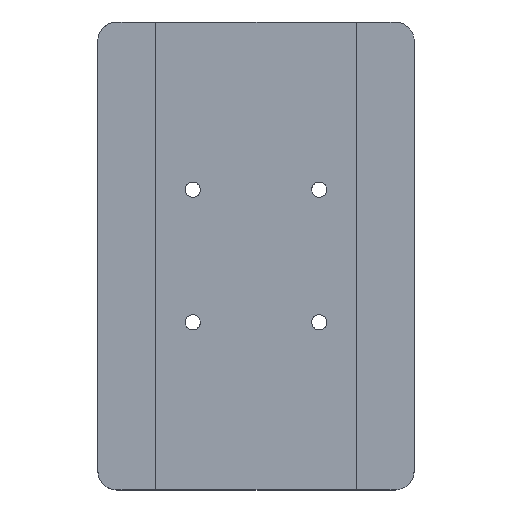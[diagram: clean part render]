
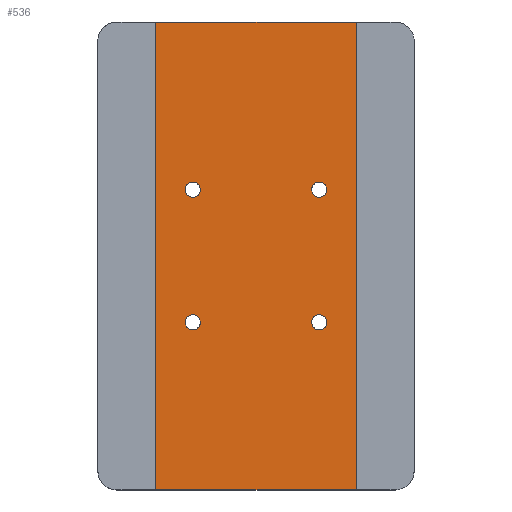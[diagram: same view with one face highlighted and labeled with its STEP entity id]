
A CAD part, top view. The second image highlights one B-rep face of the part: STEP entity #536.
In plain terms, the highlighted free-form (B-spline) face has degree [1, 1] with [2, 2] control points.
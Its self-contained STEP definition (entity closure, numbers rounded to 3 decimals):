
#24 = VERTEX_POINT('',#25);
#25 = CARTESIAN_POINT('',(-49.815,59.438,
    28.304));
#30 = EDGE_CURVE('',#31,#24,#33,.T.);
#31 = VERTEX_POINT('',#32);
#32 = CARTESIAN_POINT('',(-63.4,59.438,
    28.304));
#33 = ( BOUNDED_CURVE() B_SPLINE_CURVE(2,(#34,#35,#36,#37,#38),
.UNSPECIFIED.,.F.,.F.) B_SPLINE_CURVE_WITH_KNOTS((3,2,3),(3.142,
4.712,6.283),.PIECEWISE_BEZIER_KNOTS.) CURVE() 
GEOMETRIC_REPRESENTATION_ITEM() RATIONAL_B_SPLINE_CURVE((1.,
0.707,1.,0.707,1.)) REPRESENTATION_ITEM('') );
#34 = CARTESIAN_POINT('',(-63.4,59.438,
    28.304));
#35 = CARTESIAN_POINT('',(-63.4,52.645,
    28.304));
#36 = CARTESIAN_POINT('',(-56.607,52.645,
    28.304));
#37 = CARTESIAN_POINT('',(-49.815,52.645,
    28.304));
#38 = CARTESIAN_POINT('',(-49.815,59.438,
    28.304));
#72 = VERTEX_POINT('',#73);
#73 = CARTESIAN_POINT('',(63.4,59.438,28.304
    ));
#78 = EDGE_CURVE('',#79,#72,#81,.T.);
#79 = VERTEX_POINT('',#80);
#80 = CARTESIAN_POINT('',(49.815,59.438,
    28.304));
#81 = ( BOUNDED_CURVE() B_SPLINE_CURVE(2,(#82,#83,#84,#85,#86),
.UNSPECIFIED.,.F.,.F.) B_SPLINE_CURVE_WITH_KNOTS((3,2,3),(3.142,
4.712,6.283),.PIECEWISE_BEZIER_KNOTS.) CURVE() 
GEOMETRIC_REPRESENTATION_ITEM() RATIONAL_B_SPLINE_CURVE((1.,
0.707,1.,0.707,1.)) REPRESENTATION_ITEM('') );
#82 = CARTESIAN_POINT('',(49.815,59.438,
    28.304));
#83 = CARTESIAN_POINT('',(49.815,52.645,
    28.304));
#84 = CARTESIAN_POINT('',(56.607,52.645,
    28.304));
#85 = CARTESIAN_POINT('',(63.4,52.645,28.304
    ));
#86 = CARTESIAN_POINT('',(63.4,59.438,28.304
    ));
#120 = VERTEX_POINT('',#121);
#121 = CARTESIAN_POINT('',(63.4,-59.438,
    28.304));
#126 = EDGE_CURVE('',#127,#120,#129,.T.);
#127 = VERTEX_POINT('',#128);
#128 = CARTESIAN_POINT('',(49.815,-59.438,
    28.304));
#129 = ( BOUNDED_CURVE() B_SPLINE_CURVE(2,(#130,#131,#132,#133,#134),
.UNSPECIFIED.,.F.,.F.) B_SPLINE_CURVE_WITH_KNOTS((3,2,3),(3.142,
4.712,6.283),.PIECEWISE_BEZIER_KNOTS.) CURVE() 
GEOMETRIC_REPRESENTATION_ITEM() RATIONAL_B_SPLINE_CURVE((1.,
0.707,1.,0.707,1.)) REPRESENTATION_ITEM('') );
#130 = CARTESIAN_POINT('',(49.815,-59.438,
    28.304));
#131 = CARTESIAN_POINT('',(49.815,-66.231,
    28.304));
#132 = CARTESIAN_POINT('',(56.607,-66.231,
    28.304));
#133 = CARTESIAN_POINT('',(63.4,-66.231,28.304
    ));
#134 = CARTESIAN_POINT('',(63.4,-59.438,
    28.304));
#168 = VERTEX_POINT('',#169);
#169 = CARTESIAN_POINT('',(-49.815,-59.438,
    28.304));
#174 = EDGE_CURVE('',#175,#168,#177,.T.);
#175 = VERTEX_POINT('',#176);
#176 = CARTESIAN_POINT('',(-63.4,-59.438,
    28.304));
#177 = ( BOUNDED_CURVE() B_SPLINE_CURVE(2,(#178,#179,#180,#181,#182),
.UNSPECIFIED.,.F.,.F.) B_SPLINE_CURVE_WITH_KNOTS((3,2,3),(3.142,
4.712,6.283),.PIECEWISE_BEZIER_KNOTS.) CURVE() 
GEOMETRIC_REPRESENTATION_ITEM() RATIONAL_B_SPLINE_CURVE((1.,
0.707,1.,0.707,1.)) REPRESENTATION_ITEM('') );
#178 = CARTESIAN_POINT('',(-63.4,-59.438,
    28.304));
#179 = CARTESIAN_POINT('',(-63.4,-66.231,
    28.304));
#180 = CARTESIAN_POINT('',(-56.607,-66.231,
    28.304));
#181 = CARTESIAN_POINT('',(-49.815,-66.231,
    28.304));
#182 = CARTESIAN_POINT('',(-49.815,-59.438,
    28.304));
#378 = EDGE_CURVE('',#379,#381,#383,.T.);
#379 = VERTEX_POINT('',#380);
#380 = CARTESIAN_POINT('',(89.666,209.448,
    28.304));
#381 = VERTEX_POINT('',#382);
#382 = CARTESIAN_POINT('',(-89.666,209.448,
    28.304));
#383 = B_SPLINE_CURVE_WITH_KNOTS('',1,(#384,#385),.UNSPECIFIED.,.F.,.F.,
  (2,2),(-204.2,-45.8),.PIECEWISE_BEZIER_KNOTS.);
#384 = CARTESIAN_POINT('',(89.666,209.448,
    28.304));
#385 = CARTESIAN_POINT('',(-89.666,209.448,
    28.304));
#498 = VERTEX_POINT('',#499);
#499 = CARTESIAN_POINT('',(89.666,-209.448,
    28.304));
#504 = EDGE_CURVE('',#505,#498,#507,.T.);
#505 = VERTEX_POINT('',#506);
#506 = CARTESIAN_POINT('',(-89.666,-209.448,
    28.304));
#507 = B_SPLINE_CURVE_WITH_KNOTS('',1,(#508,#509),.UNSPECIFIED.,.F.,.F.,
  (2,2),(45.8,204.2),.PIECEWISE_BEZIER_KNOTS.);
#508 = CARTESIAN_POINT('',(-89.666,-209.448,
    28.304));
#509 = CARTESIAN_POINT('',(89.666,-209.448,
    28.304));
#536 = ADVANCED_FACE('',(#537,#548,#559,#570,#581),#595,.F.);
#537 = FACE_BOUND('',#538,.T.);
#538 = EDGE_LOOP('',(#539,#547));
#539 = ORIENTED_EDGE('',*,*,#540,.F.);
#540 = EDGE_CURVE('',#24,#31,#541,.T.);
#541 = ( BOUNDED_CURVE() B_SPLINE_CURVE(2,(#542,#543,#544,#545,#546),
.UNSPECIFIED.,.F.,.F.) B_SPLINE_CURVE_WITH_KNOTS((3,2,3),(0.,
1.571,3.142),.PIECEWISE_BEZIER_KNOTS.) CURVE() 
GEOMETRIC_REPRESENTATION_ITEM() RATIONAL_B_SPLINE_CURVE((1.,
0.707,1.,0.707,1.)) REPRESENTATION_ITEM('') );
#542 = CARTESIAN_POINT('',(-49.815,59.438,
    28.304));
#543 = CARTESIAN_POINT('',(-49.815,66.231,
    28.304));
#544 = CARTESIAN_POINT('',(-56.607,66.231,
    28.304));
#545 = CARTESIAN_POINT('',(-63.4,66.231,
    28.304));
#546 = CARTESIAN_POINT('',(-63.4,59.438,
    28.304));
#547 = ORIENTED_EDGE('',*,*,#30,.F.);
#548 = FACE_BOUND('',#549,.T.);
#549 = EDGE_LOOP('',(#550,#558));
#550 = ORIENTED_EDGE('',*,*,#551,.F.);
#551 = EDGE_CURVE('',#72,#79,#552,.T.);
#552 = ( BOUNDED_CURVE() B_SPLINE_CURVE(2,(#553,#554,#555,#556,#557),
.UNSPECIFIED.,.F.,.F.) B_SPLINE_CURVE_WITH_KNOTS((3,2,3),(0.,
1.571,3.142),.PIECEWISE_BEZIER_KNOTS.) CURVE() 
GEOMETRIC_REPRESENTATION_ITEM() RATIONAL_B_SPLINE_CURVE((1.,
0.707,1.,0.707,1.)) REPRESENTATION_ITEM('') );
#553 = CARTESIAN_POINT('',(63.4,59.438,
    28.304));
#554 = CARTESIAN_POINT('',(63.4,66.231,
    28.304));
#555 = CARTESIAN_POINT('',(56.607,66.231,
    28.304));
#556 = CARTESIAN_POINT('',(49.815,66.231,
    28.304));
#557 = CARTESIAN_POINT('',(49.815,59.438,
    28.304));
#558 = ORIENTED_EDGE('',*,*,#78,.F.);
#559 = FACE_BOUND('',#560,.T.);
#560 = EDGE_LOOP('',(#561,#569));
#561 = ORIENTED_EDGE('',*,*,#562,.F.);
#562 = EDGE_CURVE('',#120,#127,#563,.T.);
#563 = ( BOUNDED_CURVE() B_SPLINE_CURVE(2,(#564,#565,#566,#567,#568),
.UNSPECIFIED.,.F.,.F.) B_SPLINE_CURVE_WITH_KNOTS((3,2,3),(0.,
1.571,3.142),.PIECEWISE_BEZIER_KNOTS.) CURVE() 
GEOMETRIC_REPRESENTATION_ITEM() RATIONAL_B_SPLINE_CURVE((1.,
0.707,1.,0.707,1.)) REPRESENTATION_ITEM('') );
#564 = CARTESIAN_POINT('',(63.4,-59.438,
    28.304));
#565 = CARTESIAN_POINT('',(63.4,-52.645,
    28.304));
#566 = CARTESIAN_POINT('',(56.607,-52.645,
    28.304));
#567 = CARTESIAN_POINT('',(49.815,-52.645,
    28.304));
#568 = CARTESIAN_POINT('',(49.815,-59.438,
    28.304));
#569 = ORIENTED_EDGE('',*,*,#126,.F.);
#570 = FACE_BOUND('',#571,.T.);
#571 = EDGE_LOOP('',(#572,#580));
#572 = ORIENTED_EDGE('',*,*,#573,.F.);
#573 = EDGE_CURVE('',#168,#175,#574,.T.);
#574 = ( BOUNDED_CURVE() B_SPLINE_CURVE(2,(#575,#576,#577,#578,#579),
.UNSPECIFIED.,.F.,.F.) B_SPLINE_CURVE_WITH_KNOTS((3,2,3),(0.,
1.571,3.142),.PIECEWISE_BEZIER_KNOTS.) CURVE() 
GEOMETRIC_REPRESENTATION_ITEM() RATIONAL_B_SPLINE_CURVE((1.,
0.707,1.,0.707,1.)) REPRESENTATION_ITEM('') );
#575 = CARTESIAN_POINT('',(-49.815,-59.438,
    28.304));
#576 = CARTESIAN_POINT('',(-49.815,-52.645,
    28.304));
#577 = CARTESIAN_POINT('',(-56.607,-52.645,
    28.304));
#578 = CARTESIAN_POINT('',(-63.4,-52.645,
    28.304));
#579 = CARTESIAN_POINT('',(-63.4,-59.438,
    28.304));
#580 = ORIENTED_EDGE('',*,*,#174,.F.);
#581 = FACE_BOUND('',#582,.T.);
#582 = EDGE_LOOP('',(#583,#584,#589,#590));
#583 = ORIENTED_EDGE('',*,*,#504,.T.);
#584 = ORIENTED_EDGE('',*,*,#585,.F.);
#585 = EDGE_CURVE('',#379,#498,#586,.T.);
#586 = B_SPLINE_CURVE_WITH_KNOTS('',1,(#587,#588),.UNSPECIFIED.,.F.,.F.,
  (2,2),(-370.,-0.),.PIECEWISE_BEZIER_KNOTS.);
#587 = CARTESIAN_POINT('',(89.666,209.448,
    28.304));
#588 = CARTESIAN_POINT('',(89.666,-209.448,
    28.304));
#589 = ORIENTED_EDGE('',*,*,#378,.T.);
#590 = ORIENTED_EDGE('',*,*,#591,.F.);
#591 = EDGE_CURVE('',#505,#381,#592,.T.);
#592 = B_SPLINE_CURVE_WITH_KNOTS('',1,(#593,#594),.UNSPECIFIED.,.F.,.F.,
  (2,2),(0.,370.),.PIECEWISE_BEZIER_KNOTS.);
#593 = CARTESIAN_POINT('',(-89.666,-209.448,
    28.304));
#594 = CARTESIAN_POINT('',(-89.666,209.448,
    28.304));
#595 = B_SPLINE_SURFACE_WITH_KNOTS('',1,1,(
    (#596,#597)
    ,(#598,#599
    )),.UNSPECIFIED.,.F.,.F.,.F.,(2,2),(2,2),(-79.2,79.2),(-185.,185.),
  .PIECEWISE_BEZIER_KNOTS.);
#596 = CARTESIAN_POINT('',(89.666,-209.448,
    28.304));
#597 = CARTESIAN_POINT('',(89.666,209.448,
    28.304));
#598 = CARTESIAN_POINT('',(-89.666,-209.448,
    28.304));
#599 = CARTESIAN_POINT('',(-89.666,209.448,
    28.304));
